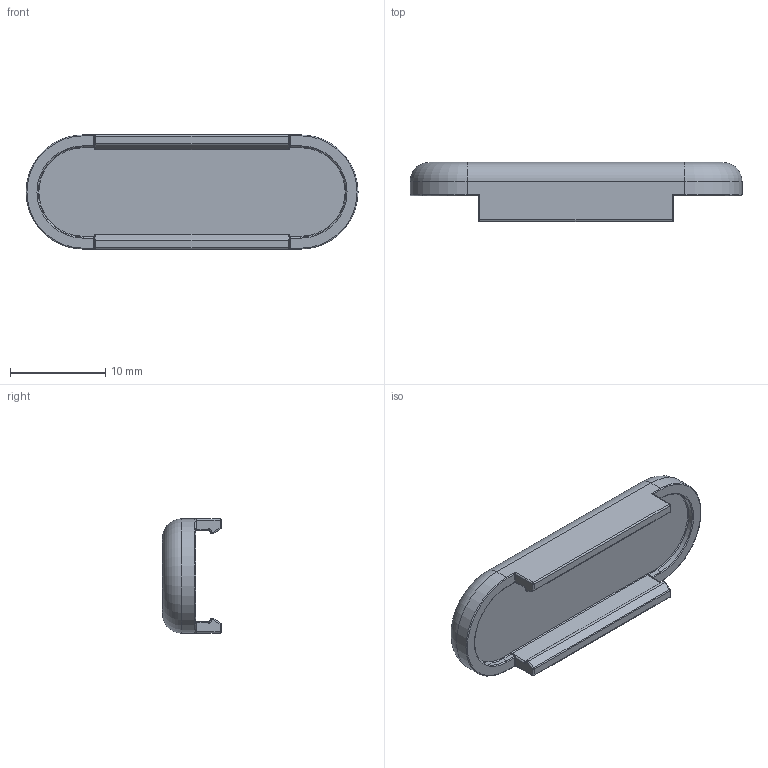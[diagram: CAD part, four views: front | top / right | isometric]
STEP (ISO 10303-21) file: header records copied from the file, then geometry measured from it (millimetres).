
FILE_DESCRIPTION(/* description */ ('STEP AP242','CAx-IF Rec.Pracs.---Representation and Presentation of Product Manufacturing Information (PMI)---4.0---2014-10-13','CAx-IF Rec.Pracs.---3D Tessellated Geometry---0.4---2014-09-14','2;1'),/* implementation_level */ '2;1');
FILE_NAME(/* name */ '6597a91b4c9af85c0a55cad4',/* time_stamp */ '2024-01-05T07:00:44Z',/* author */ (''),/* organization */ (''),/* preprocessor_version */ 'ST-DEVELOPER v19.4',/* originating_system */ ' ',/* authorisation */ ' ');
FILE_SCHEMA (('AP242_MANAGED_MODEL_BASED_3D_ENGINEERING_MIM_LF { 1 0 10303 442 1 1 4 }'));
Length unit declared in the file: metre
Products named in the file (1): Part 2
Bounding box: 34.88 x 6.2 x 12 mm (x, y, z)
Volume: 1229.3 mm3; surface area: 1273.5 mm2
Topology: 1 solids, 1 shells, 120 faces, 278 edges, 144 vertices
Faces by surface type: cylinder 48, plane 20, torus 20, bspline 20, sphere 12
Entity records: 3456 total; most frequent: CARTESIAN_POINT 831, DIRECTION 600, ORIENTED_EDGE 524, EDGE_CURVE 262, AXIS2_PLACEMENT_3D 253, VERTEX_POINT 144, CIRCLE 128, EDGE_LOOP 120
